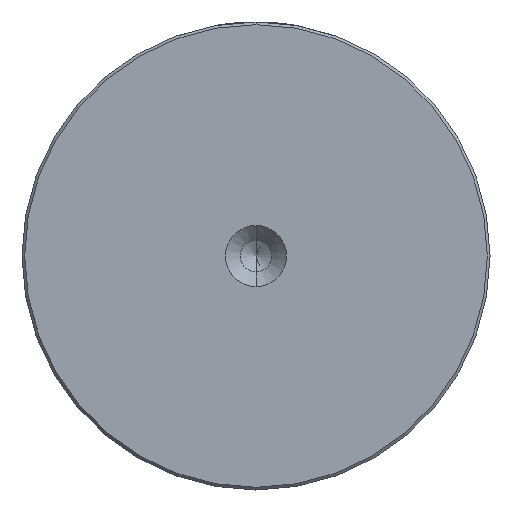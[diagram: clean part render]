
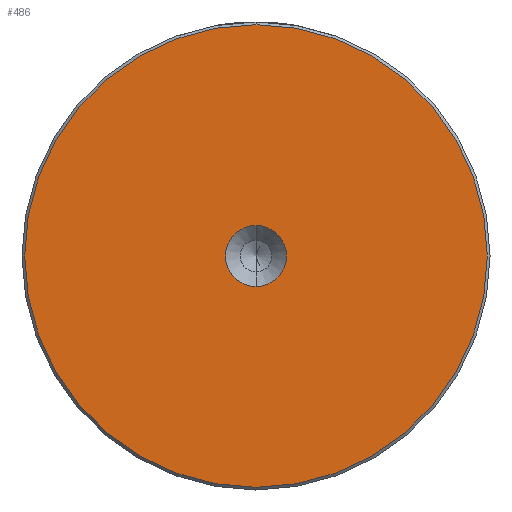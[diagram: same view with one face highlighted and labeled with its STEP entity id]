
A CAD part, left-side view. The second image highlights one B-rep face of the part: STEP entity #486.
In plain terms, the highlighted planar face has unit normal (-1, 0, 0).
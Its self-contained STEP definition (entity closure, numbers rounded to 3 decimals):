
#47 = EDGE_CURVE ( 'NONE', #1754, #791, #1014, .T. ) ;
#176 = EDGE_CURVE ( 'NONE', #540, #818, #704, .T. ) ;
#180 = FACE_OUTER_BOUND ( 'NONE', #732, .T. ) ;
#229 = CARTESIAN_POINT ( 'NONE',  ( 0., 0., 0. ) ) ;
#245 = DIRECTION ( 'NONE',  ( 0., 0., 1. ) ) ;
#254 = DIRECTION ( 'NONE',  ( -1., 0., 0. ) ) ;
#266 = DIRECTION ( 'NONE',  ( 0., 0., 1. ) ) ;
#271 = PLANE ( 'NONE',  #2087 ) ;
#289 = CARTESIAN_POINT ( 'NONE',  ( 0., 0., 0. ) ) ;
#442 = DIRECTION ( 'NONE',  ( 0., 0., 1. ) ) ;
#469 = CARTESIAN_POINT ( 'NONE',  ( 0., 0., 0. ) ) ;
#474 = ORIENTED_EDGE ( 'NONE', *, *, #2046, .T. ) ;
#486 = ADVANCED_FACE ( 'NONE', ( #180, #1696 ), #271, .T. ) ;
#540 = VERTEX_POINT ( 'NONE', #1165 ) ;
#692 = DIRECTION ( 'NONE',  ( -1., 0., 0. ) ) ;
#704 = CIRCLE ( 'NONE', #1229, 5.6 ) ;
#732 = EDGE_LOOP ( 'NONE', ( #474, #863 ) ) ;
#791 = VERTEX_POINT ( 'NONE', #1782 ) ;
#818 = VERTEX_POINT ( 'NONE', #2550 ) ;
#823 = AXIS2_PLACEMENT_3D ( 'NONE', #1886, #1878, #1739 ) ;
#863 = ORIENTED_EDGE ( 'NONE', *, *, #47, .T. ) ;
#907 = ORIENTED_EDGE ( 'NONE', *, *, #176, .F. ) ;
#914 = AXIS2_PLACEMENT_3D ( 'NONE', #289, #254, #245 ) ;
#951 = EDGE_CURVE ( 'NONE', #818, #540, #2447, .T. ) ;
#1014 = CIRCLE ( 'NONE', #914, 42.5 ) ;
#1165 = CARTESIAN_POINT ( 'NONE',  ( 0., 0., -5.6 ) ) ;
#1229 = AXIS2_PLACEMENT_3D ( 'NONE', #2187, #2169, #2160 ) ;
#1567 = CARTESIAN_POINT ( 'NONE',  ( 0., 0., 42.5 ) ) ;
#1616 = DIRECTION ( 'NONE',  ( -1., 0., 0. ) ) ;
#1651 = AXIS2_PLACEMENT_3D ( 'NONE', #229, #1616, #442 ) ;
#1696 = FACE_BOUND ( 'NONE', #2269, .T. ) ;
#1739 = DIRECTION ( 'NONE',  ( 0., 0., 1. ) ) ;
#1754 = VERTEX_POINT ( 'NONE', #1567 ) ;
#1782 = CARTESIAN_POINT ( 'NONE',  ( 0., 0., -42.5 ) ) ;
#1878 = DIRECTION ( 'NONE',  ( -1., 0., 0. ) ) ;
#1886 = CARTESIAN_POINT ( 'NONE',  ( 0., 0., 0. ) ) ;
#2046 = EDGE_CURVE ( 'NONE', #791, #1754, #2179, .T. ) ;
#2087 = AXIS2_PLACEMENT_3D ( 'NONE', #469, #692, #266 ) ;
#2160 = DIRECTION ( 'NONE',  ( 0., 0., 1. ) ) ;
#2169 = DIRECTION ( 'NONE',  ( -1., 0., 0. ) ) ;
#2179 = CIRCLE ( 'NONE', #1651, 42.5 ) ;
#2187 = CARTESIAN_POINT ( 'NONE',  ( 0., 0., 0. ) ) ;
#2269 = EDGE_LOOP ( 'NONE', ( #2537, #907 ) ) ;
#2447 = CIRCLE ( 'NONE', #823, 5.6 ) ;
#2537 = ORIENTED_EDGE ( 'NONE', *, *, #951, .F. ) ;
#2550 = CARTESIAN_POINT ( 'NONE',  ( 0., 0., 5.6 ) ) ;
